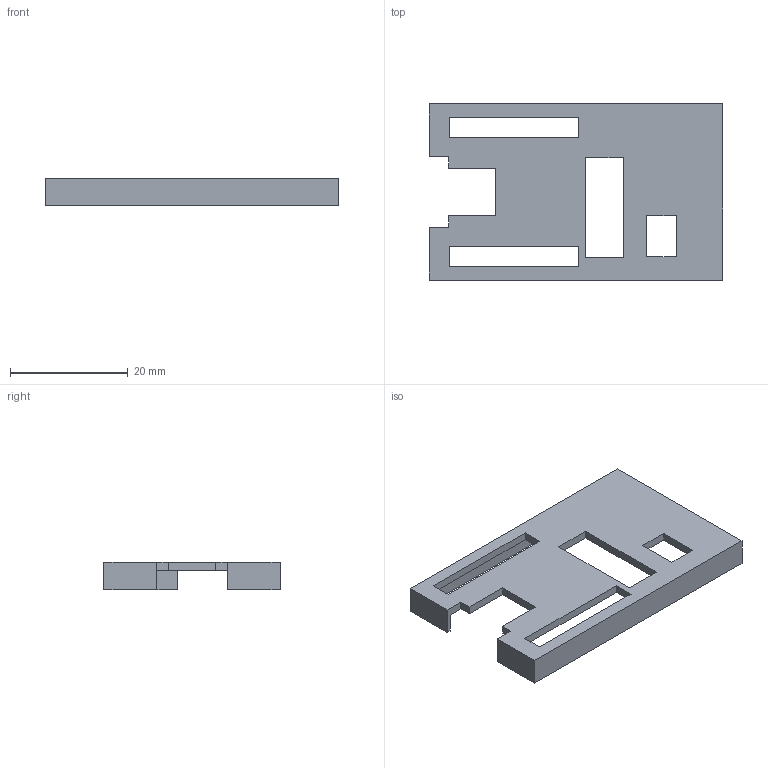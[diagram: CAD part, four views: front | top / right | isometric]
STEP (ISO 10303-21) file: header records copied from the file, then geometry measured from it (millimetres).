
FILE_DESCRIPTION(('FreeCAD Model'),'2;1');
FILE_NAME( 'enclosure_up.step', '2015-06-23T15:44:33',('Author'),(''), 'Open CASCADE STEP processor 6.8','FreeCAD','Unknown');
FILE_SCHEMA(('AUTOMOTIVE_DESIGN_CC2 { 1 2 10303 214 -1 1 5 4 }'));
Length unit declared in the file: millimetre
Products named in the file (2): ASSEMBLY; rx_usb_e_up
Assembly tree (1 placements, depth 2):
  ASSEMBLY
    rx_usb_e_up
Bounding box: 49.75 x 29.9 x 4.7 mm (x, y, z)
Volume: 1830.1 mm3; surface area: 3526.2 mm2
Topology: 1 solids, 1 shells, 40 faces, 116 edges, 78 vertices
Faces by surface type: plane 40
Entity records: 2798 total; most frequent: CARTESIAN_POINT 529, DIRECTION 371, LINE 287, VECTOR 287, ORIENTED_EDGE 232, PCURVE 232, DEFINITIONAL_REPRESENTATION 232, EDGE_CURVE 116
